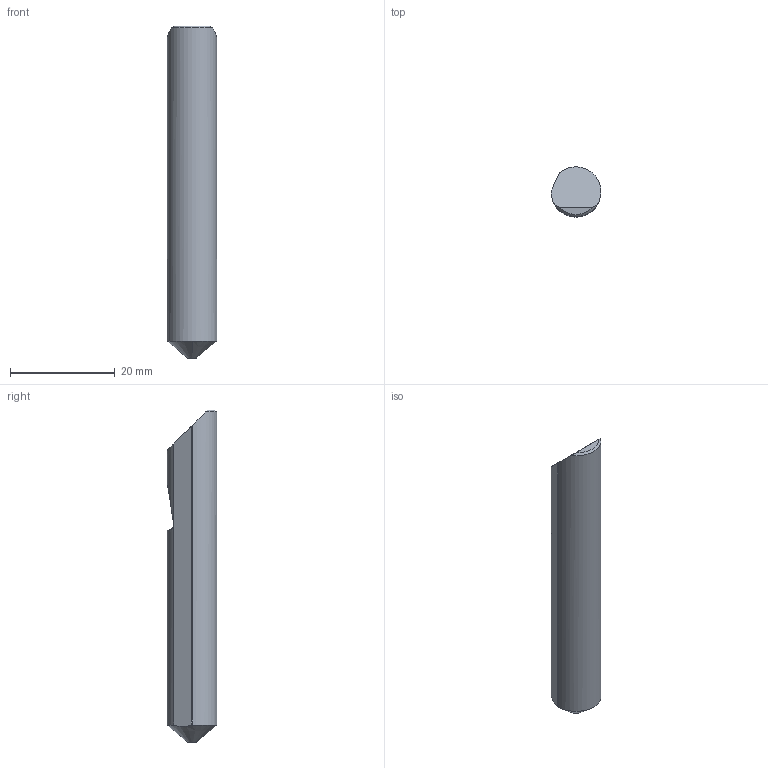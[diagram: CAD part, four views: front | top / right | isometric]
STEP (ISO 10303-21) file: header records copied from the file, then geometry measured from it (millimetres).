
FILE_DESCRIPTION (( 'STEP AP214' ), '1' );
FILE_NAME ('Micro_QCS-375-100.STEP', '2021-09-08T18:38:49', ( '' ), ( '' ), 'SwSTEP 2.0', 'SolidWorks 2020', '' );
FILE_SCHEMA (( 'AUTOMOTIVE_DESIGN' ));
Length unit declared in the file: inch
Products named in the file (1): Micro_QCS-375-100
Bounding box: 9.53 x 9.53 x 63.5 mm (x, y, z)
Volume: 4090.8 mm3; surface area: 1884.6 mm2
Topology: 1 solids, 1 shells, 13 faces, 33 edges, 22 vertices
Faces by surface type: plane 6, cylinder 4, cone 3
Entity records: 457 total; most frequent: CARTESIAN_POINT 121, ORIENTED_EDGE 66, DIRECTION 58, EDGE_CURVE 33, AXIS2_PLACEMENT_3D 23, VERTEX_POINT 22, FACE_OUTER_BOUND 13, ADVANCED_FACE 13
